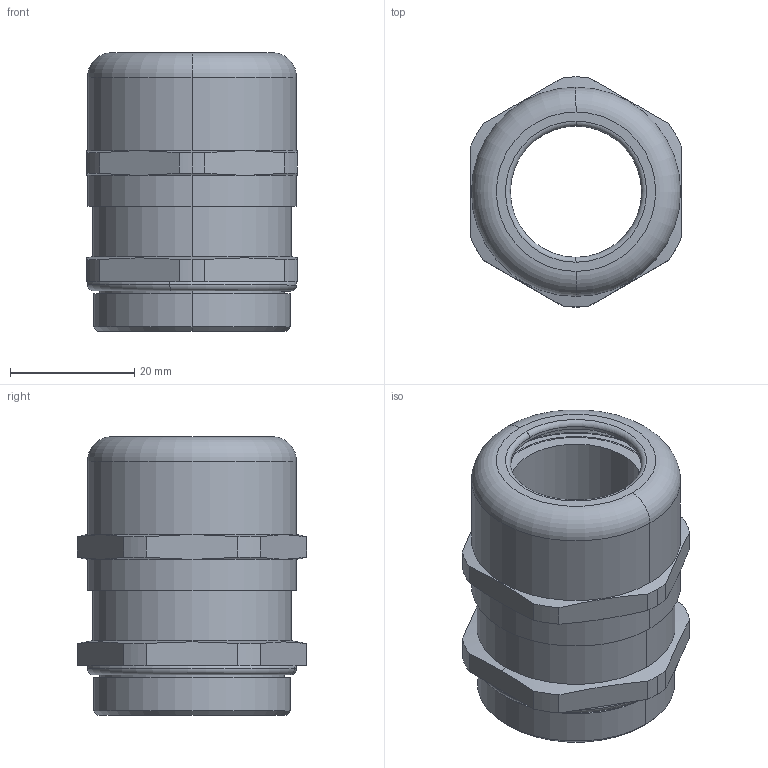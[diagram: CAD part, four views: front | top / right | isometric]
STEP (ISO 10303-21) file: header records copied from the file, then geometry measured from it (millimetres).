
FILE_DESCRIPTION(('CATIA V5 STEP Exchange','CAx-IF Rec.Pracs.--- Model Styling and Organization---1.4--- 2014-01-23'),'2;1');
FILE_NAME ('D1458940_1', '2020-07-22T06:20:05+00:00', ('none'), ('Weidmueller'), 'CATIA Version 5-6 Release 2016 SP3 HF44', 'CATIA V5 STEP AP214', 'none');
FILE_SCHEMA(('AUTOMOTIVE_DESIGN { 1 0 10303 214 1 1 1 1 }'));
Length unit declared in the file: millimetre
Products named in the file (1): 1909930000_VG_M32-1-MS68
Bounding box: 34 x 37.08 x 44.94 mm (x, y, z)
Volume: 16731.9 mm3; surface area: 18624.5 mm2
Topology: 5 solids, 5 shells, 102 faces, 240 edges, 150 vertices
Faces by surface type: cylinder 48, plane 24, cone 20, torus 10
Entity records: 2913 total; most frequent: CARTESIAN_POINT 748, ORIENTED_EDGE 480, DIRECTION 339, EDGE_CURVE 240, AXIS2_PLACEMENT_3D 191, VERTEX_POINT 150, CIRCLE 127, EDGE_LOOP 114
